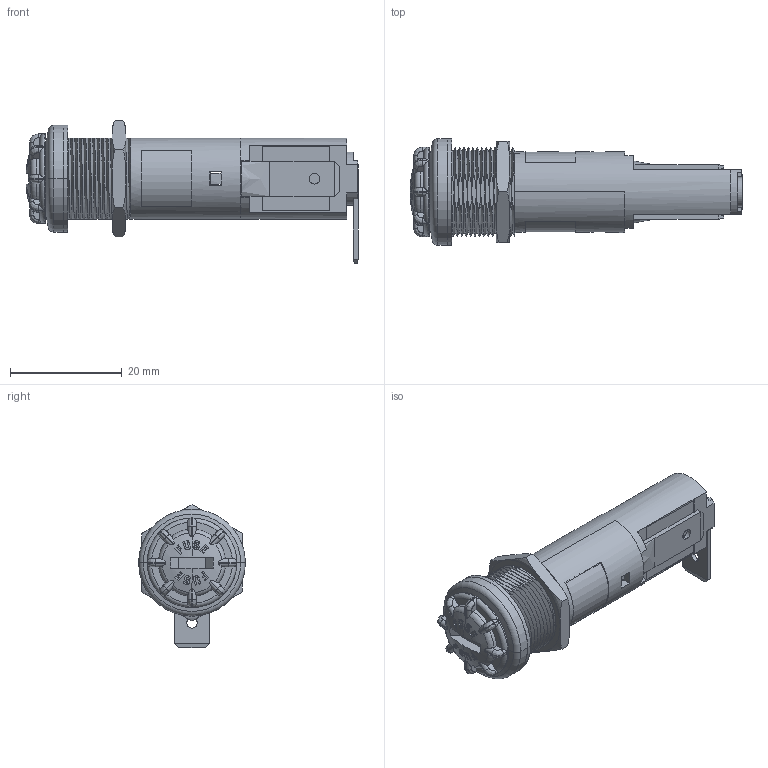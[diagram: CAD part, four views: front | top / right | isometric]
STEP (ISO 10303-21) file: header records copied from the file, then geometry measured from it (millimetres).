
FILE_DESCRIPTION((''),'2;1');
FILE_NAME('LIST_FX0419_ASM','2011-08-24T',('rritchie'),(''),'PRO/ENGINEER BY PARAMETRIC TECHNOLOGY CORPORATION, 2009220','PRO/ENGINEER BY PARAMETRIC TECHNOLOGY CORPORATION, 2009220','');
FILE_SCHEMA(('CONFIG_CONTROL_DESIGN'));
Length unit declared in the file: millimetre
Products named in the file (12): PART_13175-1_AF0; PART_13173; PART_13171; PART_13174; PART_14121_AF0; PART_13172_AF0; PART_11649-C_ASSY_AF0; PART_14119_AF0; PART_14120; PART_11410_ASSEMBLED_AF0; PART_9519_AF0; LIST_FX0419_ASM
Assembly tree (11 placements, depth 2):
  LIST_FX0419_ASM
    PART_13175-1_AF0
    PART_13173
    PART_13171
    PART_13174
    PART_14121_AF0
    PART_13172_AF0
    PART_11649-C_ASSY_AF0
    PART_14119_AF0
    PART_14120
    PART_11410_ASSEMBLED_AF0
    PART_9519_AF0
Bounding box: 59.32 x 19.1 x 25.56 mm (x, y, z)
Volume: 5099.4 mm3; surface area: 9099.3 mm2
Topology: 10 solids, 11 shells, 702 faces, 1795 edges, 1133 vertices
Faces by surface type: plane 334, cylinder 149, bspline 100, extrusion 52, torus 51, cone 14, sphere 2
Entity records: 36282 total; most frequent: CARTESIAN_POINT 20065, ORIENTED_EDGE 3578, DIRECTION 2888, EDGE_CURVE 1791, VERTEX_POINT 1131, AXIS2_PLACEMENT_3D 1014, VECTOR 860, LINE 808
